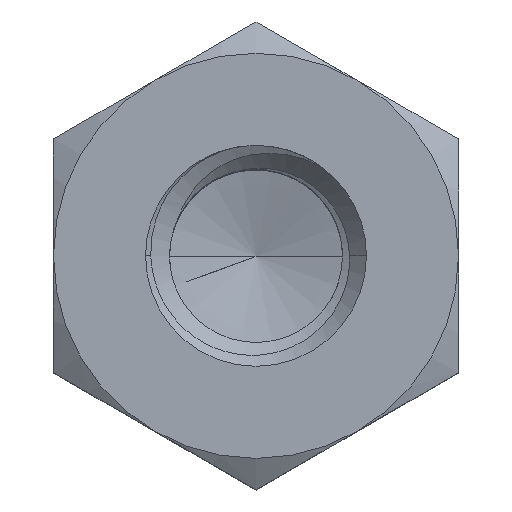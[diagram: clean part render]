
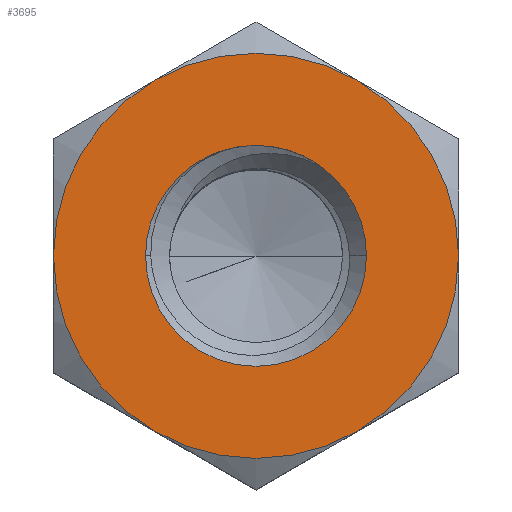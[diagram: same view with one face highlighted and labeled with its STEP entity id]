
A CAD part, top view. The second image highlights one B-rep face of the part: STEP entity #3695.
In plain terms, the highlighted planar face has unit normal (0, 0, 1).
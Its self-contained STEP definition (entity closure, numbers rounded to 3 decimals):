
#1191 = VERTEX_POINT('',#1192);
#1192 = CARTESIAN_POINT('',(1.5,0.,0.));
#1198 = EDGE_CURVE('',#1191,#1199,#1201,.T.);
#1199 = VERTEX_POINT('',#1200);
#1200 = CARTESIAN_POINT('',(-1.5,0.,0.));
#1201 = CIRCLE('',#1202,1.5);
#1202 = AXIS2_PLACEMENT_3D('',#1203,#1204,#1205);
#1203 = CARTESIAN_POINT('',(0.,0.,0.));
#1204 = DIRECTION('',(0.,0.,-1.));
#1205 = DIRECTION('',(1.,0.,0.));
#1260 = VERTEX_POINT('',#1261);
#1261 = CARTESIAN_POINT('',(0.876,1.218,0.));
#1278 = EDGE_CURVE('',#1260,#1191,#1279,.T.);
#1279 = CIRCLE('',#1280,1.5);
#1280 = AXIS2_PLACEMENT_3D('',#1281,#1282,#1283);
#1281 = CARTESIAN_POINT('',(0.,0.,0.));
#1282 = DIRECTION('',(0.,-0.,-1.));
#1283 = DIRECTION('',(1.,0.,0.));
#2276 = VERTEX_POINT('',#2277);
#2277 = CARTESIAN_POINT('',(-0.248,1.479,0.));
#3168 = EDGE_CURVE('',#1199,#2276,#3169,.T.);
#3169 = CIRCLE('',#3170,1.5);
#3170 = AXIS2_PLACEMENT_3D('',#3171,#3172,#3173);
#3171 = CARTESIAN_POINT('',(0.,0.,0.));
#3172 = DIRECTION('',(0.,0.,-1.));
#3173 = DIRECTION('',(1.,0.,0.));
#3308 = VERTEX_POINT('',#3309);
#3309 = CARTESIAN_POINT('',(1.375,2.382,0.));
#3363 = VERTEX_POINT('',#3364);
#3364 = CARTESIAN_POINT('',(2.75,0.,0.));
#3418 = VERTEX_POINT('',#3419);
#3419 = CARTESIAN_POINT('',(1.375,-2.382,0.));
#3471 = VERTEX_POINT('',#3472);
#3472 = CARTESIAN_POINT('',(-1.375,-2.382,0.));
#3526 = VERTEX_POINT('',#3527);
#3527 = CARTESIAN_POINT('',(-2.75,0.,0.));
#3572 = VERTEX_POINT('',#3573);
#3573 = CARTESIAN_POINT('',(-1.375,2.382,0.));
#3597 = EDGE_CURVE('',#3418,#3363,#3598,.T.);
#3598 = CIRCLE('',#3599,2.75);
#3599 = AXIS2_PLACEMENT_3D('',#3600,#3601,#3602);
#3600 = CARTESIAN_POINT('',(0.,0.,0.));
#3601 = DIRECTION('',(0.,0.,1.));
#3602 = DIRECTION('',(1.,0.,0.));
#3614 = EDGE_CURVE('',#3471,#3418,#3615,.T.);
#3615 = CIRCLE('',#3616,2.75);
#3616 = AXIS2_PLACEMENT_3D('',#3617,#3618,#3619);
#3617 = CARTESIAN_POINT('',(0.,0.,0.));
#3618 = DIRECTION('',(0.,0.,1.));
#3619 = DIRECTION('',(1.,0.,0.));
#3631 = EDGE_CURVE('',#3526,#3471,#3632,.T.);
#3632 = CIRCLE('',#3633,2.75);
#3633 = AXIS2_PLACEMENT_3D('',#3634,#3635,#3636);
#3634 = CARTESIAN_POINT('',(0.,0.,0.));
#3635 = DIRECTION('',(0.,0.,1.));
#3636 = DIRECTION('',(1.,0.,0.));
#3648 = EDGE_CURVE('',#3572,#3526,#3649,.T.);
#3649 = CIRCLE('',#3650,2.75);
#3650 = AXIS2_PLACEMENT_3D('',#3651,#3652,#3653);
#3651 = CARTESIAN_POINT('',(0.,0.,0.));
#3652 = DIRECTION('',(0.,0.,1.));
#3653 = DIRECTION('',(1.,0.,0.));
#3666 = EDGE_CURVE('',#3308,#3572,#3667,.T.);
#3667 = CIRCLE('',#3668,2.75);
#3668 = AXIS2_PLACEMENT_3D('',#3669,#3670,#3671);
#3669 = CARTESIAN_POINT('',(0.,0.,0.));
#3670 = DIRECTION('',(0.,0.,1.));
#3671 = DIRECTION('',(1.,0.,0.));
#3682 = EDGE_CURVE('',#3363,#3308,#3683,.T.);
#3683 = CIRCLE('',#3684,2.75);
#3684 = AXIS2_PLACEMENT_3D('',#3685,#3686,#3687);
#3685 = CARTESIAN_POINT('',(0.,0.,0.));
#3686 = DIRECTION('',(0.,0.,1.));
#3687 = DIRECTION('',(1.,0.,0.));
#3695 = ADVANCED_FACE('',(#3696,#3708),#3716,.T.);
#3696 = FACE_BOUND('',#3697,.T.);
#3697 = EDGE_LOOP('',(#3698,#3705,#3706,#3707));
#3698 = ORIENTED_EDGE('',*,*,#3699,.F.);
#3699 = EDGE_CURVE('',#1260,#2276,#3700,.T.);
#3700 = CIRCLE('',#3701,1.5);
#3701 = AXIS2_PLACEMENT_3D('',#3702,#3703,#3704);
#3702 = CARTESIAN_POINT('',(0.,0.,0.));
#3703 = DIRECTION('',(0.,0.,1.));
#3704 = DIRECTION('',(1.,0.,0.));
#3705 = ORIENTED_EDGE('',*,*,#1278,.T.);
#3706 = ORIENTED_EDGE('',*,*,#1198,.T.);
#3707 = ORIENTED_EDGE('',*,*,#3168,.T.);
#3708 = FACE_BOUND('',#3709,.T.);
#3709 = EDGE_LOOP('',(#3710,#3711,#3712,#3713,#3714,#3715));
#3710 = ORIENTED_EDGE('',*,*,#3597,.T.);
#3711 = ORIENTED_EDGE('',*,*,#3682,.T.);
#3712 = ORIENTED_EDGE('',*,*,#3666,.T.);
#3713 = ORIENTED_EDGE('',*,*,#3648,.T.);
#3714 = ORIENTED_EDGE('',*,*,#3631,.T.);
#3715 = ORIENTED_EDGE('',*,*,#3614,.T.);
#3716 = PLANE('',#3717);
#3717 = AXIS2_PLACEMENT_3D('',#3718,#3719,#3720);
#3718 = CARTESIAN_POINT('',(0.,3.175,0.));
#3719 = DIRECTION('',(0.,0.,1.));
#3720 = DIRECTION('',(1.,0.,0.));
